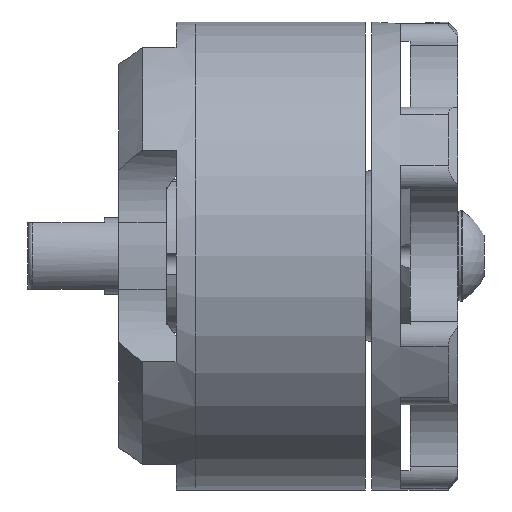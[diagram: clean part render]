
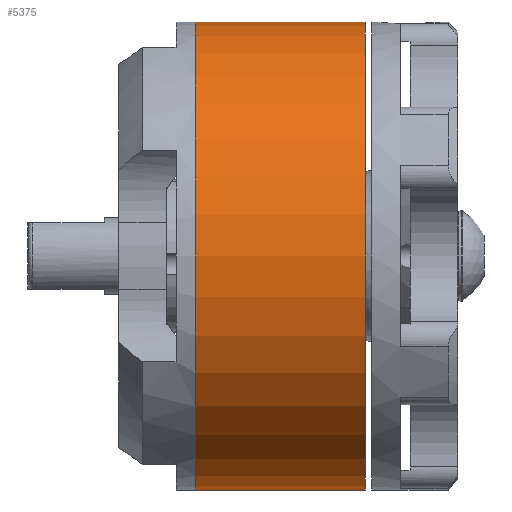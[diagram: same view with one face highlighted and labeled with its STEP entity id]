
A CAD part, front view. The second image highlights one B-rep face of the part: STEP entity #5375.
In plain terms, the highlighted cylindrical face has radius 24.5 mm (diameter 49 mm), a full revolution.
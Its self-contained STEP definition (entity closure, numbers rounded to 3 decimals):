
#447=CYLINDRICAL_SURFACE('',#6114,24.5);
#674=FACE_OUTER_BOUND('',#1020,.T.);
#1020=EDGE_LOOP('',(#4706,#4707,#4708,#4709));
#1359=LINE('',#9737,#1660);
#1660=VECTOR('',#7619,24.5);
#2079=CIRCLE('',#6115,24.5);
#2080=CIRCLE('',#6116,24.5);
#2582=VERTEX_POINT('',#9734);
#2583=VERTEX_POINT('',#9736);
#3309=EDGE_CURVE('',#2582,#2582,#2079,.T.);
#3310=EDGE_CURVE('',#2582,#2583,#1359,.T.);
#3311=EDGE_CURVE('',#2583,#2583,#2080,.T.);
#4706=ORIENTED_EDGE('',*,*,#3309,.F.);
#4707=ORIENTED_EDGE('',*,*,#3310,.T.);
#4708=ORIENTED_EDGE('',*,*,#3311,.T.);
#4709=ORIENTED_EDGE('',*,*,#3310,.F.);
#5375=ADVANCED_FACE('',(#674),#447,.T.);
#6114=AXIS2_PLACEMENT_3D('',#9733,#7615,#7616);
#6115=AXIS2_PLACEMENT_3D('',#9735,#7617,#7618);
#6116=AXIS2_PLACEMENT_3D('',#9738,#7620,#7621);
#7615=DIRECTION('center_axis',(-1.,0.,0.));
#7616=DIRECTION('ref_axis',(0.,0.,1.));
#7617=DIRECTION('center_axis',(-1.,0.,0.));
#7618=DIRECTION('ref_axis',(0.,0.,1.));
#7619=DIRECTION('',(1.,0.,0.));
#7620=DIRECTION('center_axis',(-1.,0.,0.));
#7621=DIRECTION('ref_axis',(0.,0.,1.));
#9733=CARTESIAN_POINT('Origin',(0.,0.,0.));
#9734=CARTESIAN_POINT('',(0.,0.,-24.5));
#9735=CARTESIAN_POINT('Origin',(0.,0.,0.));
#9736=CARTESIAN_POINT('',(17.8,0.,-24.5));
#9737=CARTESIAN_POINT('',(0.,0.,-24.5));
#9738=CARTESIAN_POINT('Origin',(17.8,0.,0.));
